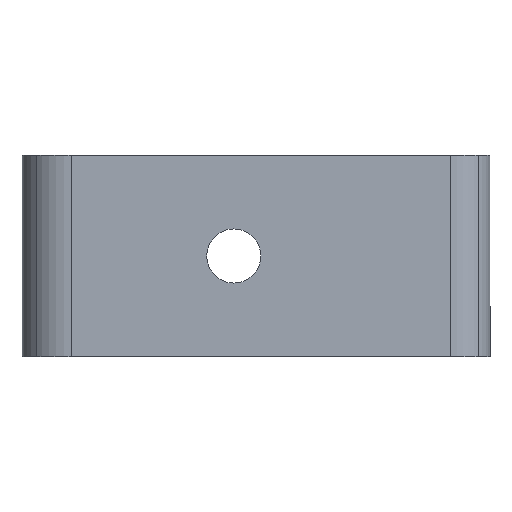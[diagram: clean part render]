
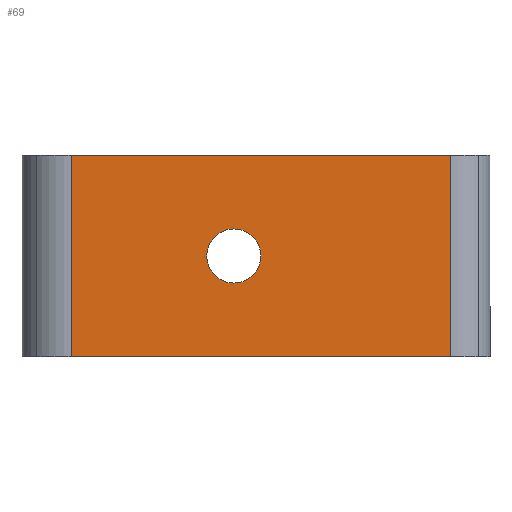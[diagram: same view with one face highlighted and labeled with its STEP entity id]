
A CAD part, left-side view. The second image highlights one B-rep face of the part: STEP entity #69.
In plain terms, the highlighted planar face has unit normal (-1, 0, 0).
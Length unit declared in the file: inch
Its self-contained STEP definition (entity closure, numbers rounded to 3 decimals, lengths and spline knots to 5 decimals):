
#69=ADVANCED_FACE('',(#164,#165),#166,.T.);
#164=FACE_BOUND('',#286,.T.);
#165=FACE_OUTER_BOUND('',#287,.T.);
#166=PLANE('',#288);
#286=EDGE_LOOP('',(#423,#424));
#287=EDGE_LOOP('',(#425,#426,#427,#428));
#288=AXIS2_PLACEMENT_3D('',#429,#430,#431);
#423=ORIENTED_EDGE('',*,*,#759,.T.);
#424=ORIENTED_EDGE('',*,*,#760,.T.);
#425=ORIENTED_EDGE('',*,*,#761,.F.);
#426=ORIENTED_EDGE('',*,*,#762,.T.);
#427=ORIENTED_EDGE('',*,*,#763,.F.);
#428=ORIENTED_EDGE('',*,*,#764,.T.);
#429=CARTESIAN_POINT('',(-1.08268,3.74016,0.80709));
#430=DIRECTION('',(-1.0,0.,0.));
#431=DIRECTION('',(0.,0.,-1.0));
#759=EDGE_CURVE('',#914,#915,#916,.T.);
#760=EDGE_CURVE('',#915,#914,#917,.T.);
#761=EDGE_CURVE('',#918,#919,#920,.T.);
#762=EDGE_CURVE('',#918,#921,#922,.T.);
#763=EDGE_CURVE('',#923,#921,#924,.T.);
#764=EDGE_CURVE('',#923,#919,#925,.T.);
#914=VERTEX_POINT('',#1130);
#915=VERTEX_POINT('',#1131);
#916=CIRCLE('',#1132,0.21654);
#917=CIRCLE('',#1133,0.21654);
#918=VERTEX_POINT('',#1134);
#919=VERTEX_POINT('',#1135);
#920=LINE('',#1136,#1137);
#921=VERTEX_POINT('',#1138);
#922=LINE('',#1139,#1140);
#923=VERTEX_POINT('',#1141);
#924=LINE('',#1142,#1143);
#925=LINE('',#1144,#1145);
#1130=CARTESIAN_POINT('',(-1.08268,2.04724,0.59055));
#1131=CARTESIAN_POINT('',(-1.08268,2.04724,1.02362));
#1132=AXIS2_PLACEMENT_3D('',#1381,#1382,#1383);
#1133=AXIS2_PLACEMENT_3D('',#1384,#1385,#1386);
#1134=CARTESIAN_POINT('',(-1.08268,0.31496,1.61417));
#1135=CARTESIAN_POINT('',(-1.08268,0.31496,0.));
#1136=CARTESIAN_POINT('',(-1.08268,0.31496,0.80709));
#1137=VECTOR('',#1387,0.3937);
#1138=CARTESIAN_POINT('',(-1.08268,3.34646,1.61417));
#1139=CARTESIAN_POINT('',(-1.08268,3.74016,1.61417));
#1140=VECTOR('',#1388,0.3937);
#1141=CARTESIAN_POINT('',(-1.08268,3.34646,0.));
#1142=CARTESIAN_POINT('',(-1.08268,3.34646,0.80709));
#1143=VECTOR('',#1389,0.3937);
#1144=CARTESIAN_POINT('',(-1.08268,3.74016,0.0));
#1145=VECTOR('',#1390,0.3937);
#1381=CARTESIAN_POINT('',(-1.08268,2.04724,0.80709));
#1382=DIRECTION('',(1.0,0.,0.));
#1383=DIRECTION('',(0.,0.,1.0));
#1384=CARTESIAN_POINT('',(-1.08268,2.04724,0.80709));
#1385=DIRECTION('',(1.0,0.,0.));
#1386=DIRECTION('',(0.,0.,1.0));
#1387=DIRECTION('',(0.,0.,-1.0));
#1388=DIRECTION('',(0.,1.0,0.));
#1389=DIRECTION('',(0.,0.,1.0));
#1390=DIRECTION('',(0.,-1.0,0.));
